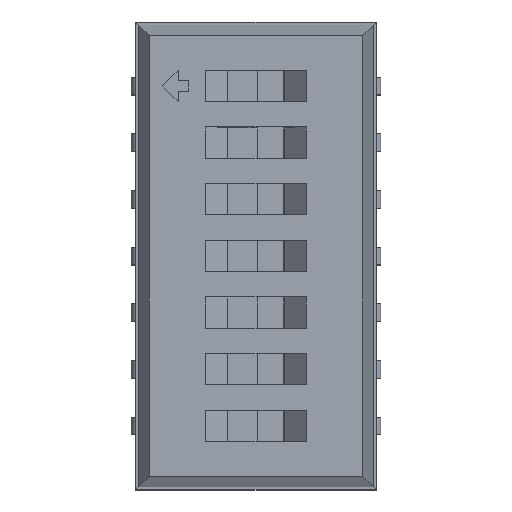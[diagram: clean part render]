
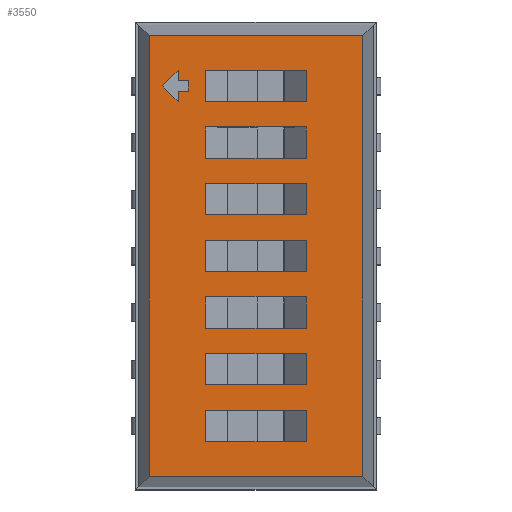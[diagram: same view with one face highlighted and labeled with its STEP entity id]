
A CAD part, top view. The second image highlights one B-rep face of the part: STEP entity #3550.
In plain terms, the highlighted planar face has unit normal (0, 0, 1).
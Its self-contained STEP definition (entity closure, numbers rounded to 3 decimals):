
#27=VECTOR('',#28,1.);
#28=DIRECTION('',(1.,0.,0.));
#51=VECTOR('',#52,1.);
#52=DIRECTION('',(0.,1.,0.));
#60=VECTOR('',#61,1.);
#61=DIRECTION('',(0.,-1.,0.));
#213=VECTOR('',#214,1.);
#214=DIRECTION('',(-1.,0.,0.));
#366=DIRECTION('',(0.,0.,-1.));
#3500=VERTEX_POINT('',#3501);
#3501=CARTESIAN_POINT('',(2.397,-4.942,2.4));
#3503=ORIENTED_EDGE('',*,*,#3504,.F.);
#3504=EDGE_CURVE('',#3505,#3500,#3507,.T.);
#3505=VERTEX_POINT('',#3506);
#3506=CARTESIAN_POINT('',(-2.397,-4.942,2.4));
#3507=LINE('',#3506,#27);
#3542=VERTEX_POINT('',#3543);
#3543=CARTESIAN_POINT('',(2.397,4.942,2.4));
#3545=ORIENTED_EDGE('',*,*,#3546,.F.);
#3546=EDGE_CURVE('',#3500,#3542,#3547,.T.);
#3547=LINE('',#3501,#51);
#3550=ADVANCED_FACE('',(#3551,#3561,#3583,#3605,#3627,#3649,#3690,#3712,#3734),#3756,.F.);
#3551=FACE_BOUND('',#3552,.F.);
#3552=EDGE_LOOP('',(#3545,#3503,#3553,#3558));
#3553=ORIENTED_EDGE('',*,*,#3554,.F.);
#3554=EDGE_CURVE('',#3555,#3505,#3557,.T.);
#3555=VERTEX_POINT('',#3556);
#3556=CARTESIAN_POINT('',(-2.397,4.942,2.4));
#3557=LINE('',#3556,#60);
#3558=ORIENTED_EDGE('',*,*,#3559,.F.);
#3559=EDGE_CURVE('',#3542,#3555,#3560,.T.);
#3560=LINE('',#3543,#213);
#3561=FACE_BOUND('',#3562,.F.);
#3562=EDGE_LOOP('',(#3563,#3570,#3575,#3580));
#3563=ORIENTED_EDGE('',*,*,#3564,.T.);
#3564=EDGE_CURVE('',#3565,#3567,#3569,.T.);
#3565=VERTEX_POINT('',#3566);
#3566=CARTESIAN_POINT('',(1.125,-0.35,2.4));
#3567=VERTEX_POINT('',#3568);
#3568=CARTESIAN_POINT('',(1.125,0.35,2.4));
#3569=LINE('',#3566,#51);
#3570=ORIENTED_EDGE('',*,*,#3571,.T.);
#3571=EDGE_CURVE('',#3567,#3572,#3574,.T.);
#3572=VERTEX_POINT('',#3573);
#3573=CARTESIAN_POINT('',(-1.125,0.35,2.4));
#3574=LINE('',#3568,#213);
#3575=ORIENTED_EDGE('',*,*,#3576,.T.);
#3576=EDGE_CURVE('',#3572,#3577,#3579,.T.);
#3577=VERTEX_POINT('',#3578);
#3578=CARTESIAN_POINT('',(-1.125,-0.35,2.4));
#3579=LINE('',#3573,#60);
#3580=ORIENTED_EDGE('',*,*,#3581,.T.);
#3581=EDGE_CURVE('',#3577,#3565,#3582,.T.);
#3582=LINE('',#3578,#27);
#3583=FACE_BOUND('',#3584,.F.);
#3584=EDGE_LOOP('',(#3585,#3592,#3597,#3602));
#3585=ORIENTED_EDGE('',*,*,#3586,.T.);
#3586=EDGE_CURVE('',#3587,#3589,#3591,.T.);
#3587=VERTEX_POINT('',#3588);
#3588=CARTESIAN_POINT('',(1.125,1.62,2.4));
#3589=VERTEX_POINT('',#3590);
#3590=CARTESIAN_POINT('',(-1.125,1.62,2.4));
#3591=LINE('',#3588,#213);
#3592=ORIENTED_EDGE('',*,*,#3593,.T.);
#3593=EDGE_CURVE('',#3589,#3594,#3596,.T.);
#3594=VERTEX_POINT('',#3595);
#3595=CARTESIAN_POINT('',(-1.125,0.92,2.4));
#3596=LINE('',#3590,#60);
#3597=ORIENTED_EDGE('',*,*,#3598,.T.);
#3598=EDGE_CURVE('',#3594,#3599,#3601,.T.);
#3599=VERTEX_POINT('',#3600);
#3600=CARTESIAN_POINT('',(1.125,0.92,2.4));
#3601=LINE('',#3595,#27);
#3602=ORIENTED_EDGE('',*,*,#3603,.T.);
#3603=EDGE_CURVE('',#3599,#3587,#3604,.T.);
#3604=LINE('',#3600,#51);
#3605=FACE_BOUND('',#3606,.F.);
#3606=EDGE_LOOP('',(#3607,#3614,#3619,#3624));
#3607=ORIENTED_EDGE('',*,*,#3608,.T.);
#3608=EDGE_CURVE('',#3609,#3611,#3613,.T.);
#3609=VERTEX_POINT('',#3610);
#3610=CARTESIAN_POINT('',(1.125,2.89,2.4));
#3611=VERTEX_POINT('',#3612);
#3612=CARTESIAN_POINT('',(-1.125,2.89,2.4));
#3613=LINE('',#3610,#213);
#3614=ORIENTED_EDGE('',*,*,#3615,.T.);
#3615=EDGE_CURVE('',#3611,#3616,#3618,.T.);
#3616=VERTEX_POINT('',#3617);
#3617=CARTESIAN_POINT('',(-1.125,2.19,2.4));
#3618=LINE('',#3612,#60);
#3619=ORIENTED_EDGE('',*,*,#3620,.T.);
#3620=EDGE_CURVE('',#3616,#3621,#3623,.T.);
#3621=VERTEX_POINT('',#3622);
#3622=CARTESIAN_POINT('',(1.125,2.19,2.4));
#3623=LINE('',#3617,#27);
#3624=ORIENTED_EDGE('',*,*,#3625,.T.);
#3625=EDGE_CURVE('',#3621,#3609,#3626,.T.);
#3626=LINE('',#3622,#51);
#3627=FACE_BOUND('',#3628,.F.);
#3628=EDGE_LOOP('',(#3629,#3636,#3641,#3646));
#3629=ORIENTED_EDGE('',*,*,#3630,.T.);
#3630=EDGE_CURVE('',#3631,#3633,#3635,.T.);
#3631=VERTEX_POINT('',#3632);
#3632=CARTESIAN_POINT('',(1.125,4.16,2.4));
#3633=VERTEX_POINT('',#3634);
#3634=CARTESIAN_POINT('',(-1.125,4.16,2.4));
#3635=LINE('',#3632,#213);
#3636=ORIENTED_EDGE('',*,*,#3637,.T.);
#3637=EDGE_CURVE('',#3633,#3638,#3640,.T.);
#3638=VERTEX_POINT('',#3639);
#3639=CARTESIAN_POINT('',(-1.125,3.46,2.4));
#3640=LINE('',#3634,#60);
#3641=ORIENTED_EDGE('',*,*,#3642,.T.);
#3642=EDGE_CURVE('',#3638,#3643,#3645,.T.);
#3643=VERTEX_POINT('',#3644);
#3644=CARTESIAN_POINT('',(1.125,3.46,2.4));
#3645=LINE('',#3639,#27);
#3646=ORIENTED_EDGE('',*,*,#3647,.T.);
#3647=EDGE_CURVE('',#3643,#3631,#3648,.T.);
#3648=LINE('',#3644,#51);
#3649=FACE_BOUND('',#3650,.F.);
#3650=EDGE_LOOP('',(#3651,#3658,#3663,#3670,#3677,#3682,#3687));
#3651=ORIENTED_EDGE('',*,*,#3652,.T.);
#3652=EDGE_CURVE('',#3653,#3655,#3657,.T.);
#3653=VERTEX_POINT('',#3654);
#3654=CARTESIAN_POINT('',(-1.513,3.927,2.4));
#3655=VERTEX_POINT('',#3656);
#3656=CARTESIAN_POINT('',(-1.747,3.927,2.4));
#3657=LINE('',#3654,#213);
#3658=ORIENTED_EDGE('',*,*,#3659,.T.);
#3659=EDGE_CURVE('',#3655,#3660,#3662,.T.);
#3660=VERTEX_POINT('',#3661);
#3661=CARTESIAN_POINT('',(-1.747,4.16,2.4));
#3662=LINE('',#3656,#51);
#3663=ORIENTED_EDGE('',*,*,#3664,.T.);
#3664=EDGE_CURVE('',#3660,#3665,#3667,.T.);
#3665=VERTEX_POINT('',#3666);
#3666=CARTESIAN_POINT('',(-2.097,3.81,2.4));
#3667=LINE('',#3661,#3668);
#3668=VECTOR('',#3669,1.);
#3669=DIRECTION('',(-0.707,-0.707,0.));
#3670=ORIENTED_EDGE('',*,*,#3671,.T.);
#3671=EDGE_CURVE('',#3665,#3672,#3674,.T.);
#3672=VERTEX_POINT('',#3673);
#3673=CARTESIAN_POINT('',(-1.747,3.46,2.4));
#3674=LINE('',#3666,#3675);
#3675=VECTOR('',#3676,1.);
#3676=DIRECTION('',(0.707,-0.707,0.));
#3677=ORIENTED_EDGE('',*,*,#3678,.T.);
#3678=EDGE_CURVE('',#3672,#3679,#3681,.T.);
#3679=VERTEX_POINT('',#3680);
#3680=CARTESIAN_POINT('',(-1.747,3.693,2.4));
#3681=LINE('',#3673,#51);
#3682=ORIENTED_EDGE('',*,*,#3683,.T.);
#3683=EDGE_CURVE('',#3679,#3684,#3686,.T.);
#3684=VERTEX_POINT('',#3685);
#3685=CARTESIAN_POINT('',(-1.513,3.693,2.4));
#3686=LINE('',#3680,#27);
#3687=ORIENTED_EDGE('',*,*,#3688,.T.);
#3688=EDGE_CURVE('',#3684,#3653,#3689,.T.);
#3689=LINE('',#3685,#51);
#3690=FACE_BOUND('',#3691,.F.);
#3691=EDGE_LOOP('',(#3692,#3699,#3704,#3709));
#3692=ORIENTED_EDGE('',*,*,#3693,.T.);
#3693=EDGE_CURVE('',#3694,#3696,#3698,.T.);
#3694=VERTEX_POINT('',#3695);
#3695=CARTESIAN_POINT('',(-1.125,-2.19,2.4));
#3696=VERTEX_POINT('',#3697);
#3697=CARTESIAN_POINT('',(-1.125,-2.89,2.4));
#3698=LINE('',#3695,#60);
#3699=ORIENTED_EDGE('',*,*,#3700,.T.);
#3700=EDGE_CURVE('',#3696,#3701,#3703,.T.);
#3701=VERTEX_POINT('',#3702);
#3702=CARTESIAN_POINT('',(1.125,-2.89,2.4));
#3703=LINE('',#3697,#27);
#3704=ORIENTED_EDGE('',*,*,#3705,.T.);
#3705=EDGE_CURVE('',#3701,#3706,#3708,.T.);
#3706=VERTEX_POINT('',#3707);
#3707=CARTESIAN_POINT('',(1.125,-2.19,2.4));
#3708=LINE('',#3702,#51);
#3709=ORIENTED_EDGE('',*,*,#3710,.T.);
#3710=EDGE_CURVE('',#3706,#3694,#3711,.T.);
#3711=LINE('',#3707,#213);
#3712=FACE_BOUND('',#3713,.F.);
#3713=EDGE_LOOP('',(#3714,#3721,#3726,#3731));
#3714=ORIENTED_EDGE('',*,*,#3715,.T.);
#3715=EDGE_CURVE('',#3716,#3718,#3720,.T.);
#3716=VERTEX_POINT('',#3717);
#3717=CARTESIAN_POINT('',(-1.125,-0.92,2.4));
#3718=VERTEX_POINT('',#3719);
#3719=CARTESIAN_POINT('',(-1.125,-1.62,2.4));
#3720=LINE('',#3717,#60);
#3721=ORIENTED_EDGE('',*,*,#3722,.T.);
#3722=EDGE_CURVE('',#3718,#3723,#3725,.T.);
#3723=VERTEX_POINT('',#3724);
#3724=CARTESIAN_POINT('',(1.125,-1.62,2.4));
#3725=LINE('',#3719,#27);
#3726=ORIENTED_EDGE('',*,*,#3727,.T.);
#3727=EDGE_CURVE('',#3723,#3728,#3730,.T.);
#3728=VERTEX_POINT('',#3729);
#3729=CARTESIAN_POINT('',(1.125,-0.92,2.4));
#3730=LINE('',#3724,#51);
#3731=ORIENTED_EDGE('',*,*,#3732,.T.);
#3732=EDGE_CURVE('',#3728,#3716,#3733,.T.);
#3733=LINE('',#3729,#213);
#3734=FACE_BOUND('',#3735,.F.);
#3735=EDGE_LOOP('',(#3736,#3743,#3748,#3753));
#3736=ORIENTED_EDGE('',*,*,#3737,.T.);
#3737=EDGE_CURVE('',#3738,#3740,#3742,.T.);
#3738=VERTEX_POINT('',#3739);
#3739=CARTESIAN_POINT('',(1.125,-3.46,2.4));
#3740=VERTEX_POINT('',#3741);
#3741=CARTESIAN_POINT('',(-1.125,-3.46,2.4));
#3742=LINE('',#3739,#213);
#3743=ORIENTED_EDGE('',*,*,#3744,.T.);
#3744=EDGE_CURVE('',#3740,#3745,#3747,.T.);
#3745=VERTEX_POINT('',#3746);
#3746=CARTESIAN_POINT('',(-1.125,-4.16,2.4));
#3747=LINE('',#3741,#60);
#3748=ORIENTED_EDGE('',*,*,#3749,.T.);
#3749=EDGE_CURVE('',#3745,#3750,#3752,.T.);
#3750=VERTEX_POINT('',#3751);
#3751=CARTESIAN_POINT('',(1.125,-4.16,2.4));
#3752=LINE('',#3746,#27);
#3753=ORIENTED_EDGE('',*,*,#3754,.T.);
#3754=EDGE_CURVE('',#3750,#3738,#3755,.T.);
#3755=LINE('',#3751,#51);
#3756=PLANE('',#3757);
#3757=AXIS2_PLACEMENT_3D('',#3501,#366,#3758);
#3758=DIRECTION('',(-0.436,0.9,0.));
